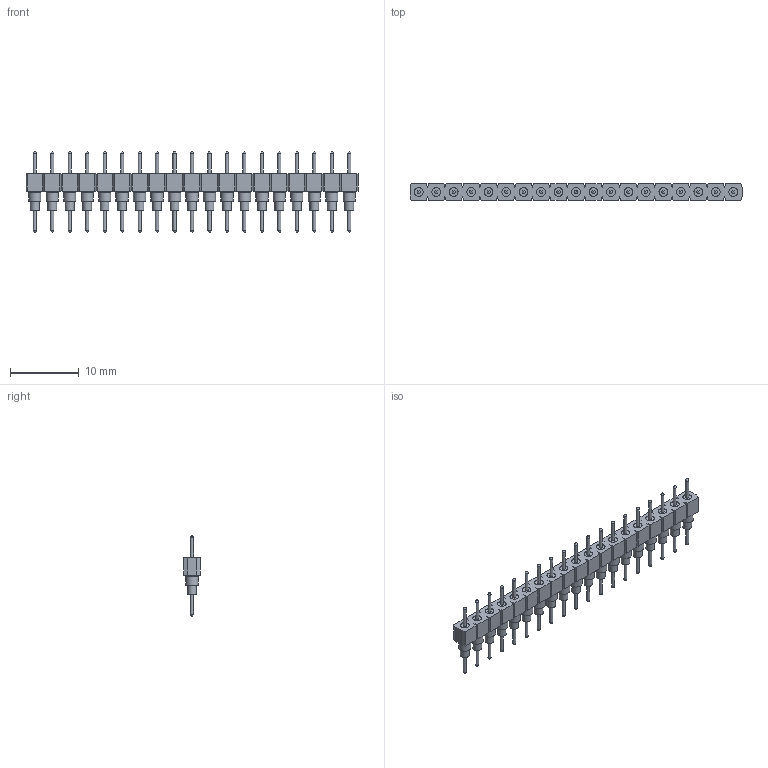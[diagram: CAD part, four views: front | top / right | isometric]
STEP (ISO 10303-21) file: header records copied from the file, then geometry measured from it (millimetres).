
FILE_DESCRIPTION(('FreeCAD Model'),'2;1');
FILE_NAME('Open CASCADE Shape Model','2025-01-12T11:54:32',(''),(''), 'Open CASCADE STEP processor 7.8','FreeCAD','Unknown');
FILE_SCHEMA(('AUTOMOTIVE_DESIGN { 1 0 10303 214 1 1 1 1 }'));
Length unit declared in the file: millimetre
Products named in the file (20): BBS-119-G-A_pins018; BBS-119-G-A_socket; BBS-119-G-A_pins; BBS-119-G-A_pins001; BBS-119-G-A_pins002; BBS-119-G-A_pins003; BBS-119-G-A_pins004; BBS-119-G-A_pins005; BBS-119-G-A_pins006; BBS-119-G-A_pins007; BBS-119-G-A_pins008; BBS-119-G-A_pins009; BBS-119-G-A_pins010; BBS-119-G-A_pins011; BBS-119-G-A_pins012; BBS-119-G-A_pins013; BBS-119-G-A_pins014; BBS-119-G-A_pins015; BBS-119-G-A_pins016; BBS-119-G-A_pins017
Bounding box: 48.26 x 2.44 x 11.68 mm (x, y, z)
Volume: 402.8 mm3; surface area: 1417.3 mm2
Topology: 20 solids, 20 shells, 346 faces, 823 edges, 555 vertices
Faces by surface type: plane 194, cylinder 114, sphere 38
Full cylindrical faces by diameter (mm): 0.457 x38, 1.27 x57, 1.778 x19
Entity records: 10334 total; most frequent: CARTESIAN_POINT 1991, DIRECTION 1612, ORIENTED_EDGE 1570, EDGE_CURVE 785, AXIS2_PLACEMENT_3D 632, VERTEX_POINT 555, FACE_BOUND 460, EDGE_LOOP 460
